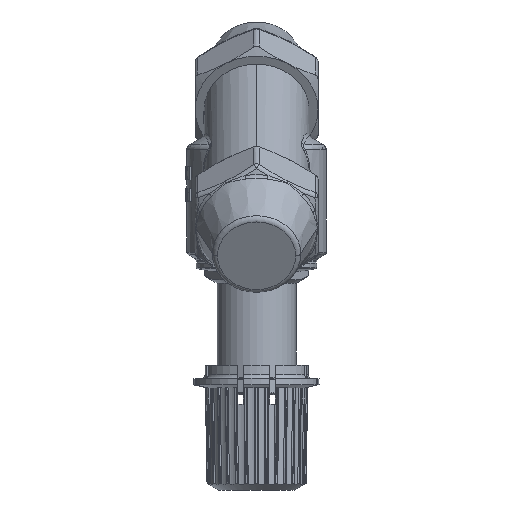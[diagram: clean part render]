
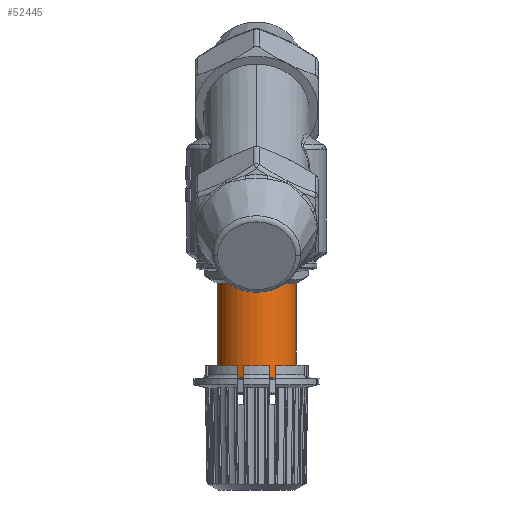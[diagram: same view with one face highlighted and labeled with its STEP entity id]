
A CAD part, left-side view. The second image highlights one B-rep face of the part: STEP entity #52445.
In plain terms, the highlighted cylindrical face has radius 14.7 mm (diameter 29.4 mm), a partial arc.
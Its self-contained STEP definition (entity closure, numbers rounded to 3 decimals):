
#5336=DIRECTION('',(0.,0.,-1.));
#5337=VECTOR('',#5336,35.);
#5338=CARTESIAN_POINT('',(0.,14.7,-51.));
#5339=LINE('',#5338,#5337);
#21769=CARTESIAN_POINT('',(0.,0.,-86.));
#21770=DIRECTION('',(0.,0.,-1.));
#21771=DIRECTION('',(0.,-1.,0.));
#21772=AXIS2_PLACEMENT_3D('',#21769,#21770,#21771);
#21774=CARTESIAN_POINT('',(0.,0.,-51.));
#21775=DIRECTION('',(0.,0.,-1.));
#21776=DIRECTION('',(0.,-1.,0.));
#21777=AXIS2_PLACEMENT_3D('',#21774,#21775,#21776);
#21779=DIRECTION('',(0.,0.,-1.));
#21780=VECTOR('',#21779,35.);
#21781=CARTESIAN_POINT('',(0.,-14.7,-51.));
#21782=LINE('',#21781,#21780);
#24113=CARTESIAN_POINT('',(0.,-14.7,-51.));
#24114=CARTESIAN_POINT('',(0.,14.7,-51.));
#24115=VERTEX_POINT('',#24113);
#24116=VERTEX_POINT('',#24114);
#24133=CARTESIAN_POINT('',(0.,-14.7,-86.));
#24134=CARTESIAN_POINT('',(0.,14.7,-86.));
#24135=VERTEX_POINT('',#24133);
#24136=VERTEX_POINT('',#24134);
#52434=CARTESIAN_POINT('',(0.,0.,-29.));
#52435=DIRECTION('',(0.,0.,-1.));
#52436=DIRECTION('',(0.,-1.,0.));
#52437=AXIS2_PLACEMENT_3D('',#52434,#52435,#52436);
#52438=CYLINDRICAL_SURFACE('',#52437,14.7);
#52439=ORIENTED_EDGE('',*,*,#32929,.T.);
#52440=ORIENTED_EDGE('',*,*,#32906,.F.);
#52441=ORIENTED_EDGE('',*,*,#32858,.F.);
#52442=ORIENTED_EDGE('',*,*,#32903,.T.);
#52443=EDGE_LOOP('',(#52439,#52440,#52441,#52442));
#52444=FACE_OUTER_BOUND('',#52443,.F.);
#21773=CIRCLE('',#21772,14.7);
#21778=CIRCLE('',#21777,14.7);
#32858=EDGE_CURVE('',#24115,#24116,#21778,.T.);
#32903=EDGE_CURVE('',#24115,#24135,#21782,.T.);
#32906=EDGE_CURVE('',#24116,#24136,#5339,.T.);
#32929=EDGE_CURVE('',#24135,#24136,#21773,.T.);
#52445=ADVANCED_FACE('',(#52444),#52438,.T.);
